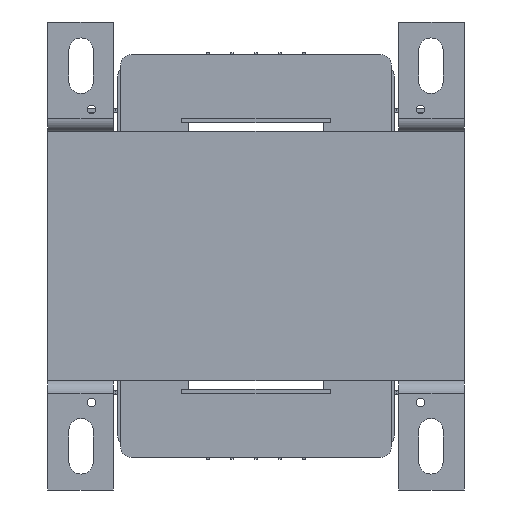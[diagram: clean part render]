
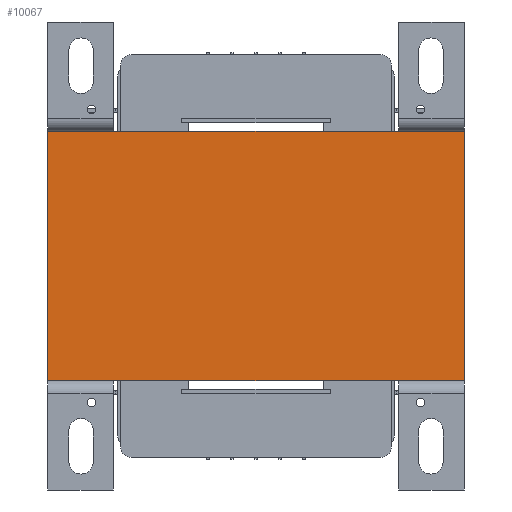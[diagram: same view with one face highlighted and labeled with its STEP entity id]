
A CAD part, front view. The second image highlights one B-rep face of the part: STEP entity #10067.
In plain terms, the highlighted planar face has unit normal (0, -1, 0).
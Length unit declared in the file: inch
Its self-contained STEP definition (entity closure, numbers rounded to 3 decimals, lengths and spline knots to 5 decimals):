
#5158 = PLANE ( 'NONE',  #88041 ) ;
#7554 = CARTESIAN_POINT ( 'NONE',  ( 3.75, -3.12598, -2.24409 ) ) ;
#9708 = CARTESIAN_POINT ( 'NONE',  ( -3.75, -3.12598, 2.24409 ) ) ;
#10067 = ADVANCED_FACE ( 'NONE', ( #122378 ), #5158, .F. ) ;
#11916 = EDGE_CURVE ( 'NONE', #111321, #24588, #16260, .T. ) ;
#16260 = LINE ( 'NONE', #76911, #83651 ) ;
#16488 = CARTESIAN_POINT ( 'NONE',  ( -3.75, -3.12598, 2.24409 ) ) ;
#17724 = DIRECTION ( 'NONE',  ( 0., 0., -1. ) ) ;
#18817 = ORIENTED_EDGE ( 'NONE', *, *, #109125, .F. ) ;
#19567 = DIRECTION ( 'NONE',  ( 0., 0., 1. ) ) ;
#20821 = CARTESIAN_POINT ( 'NONE',  ( -3.75, -3.12598, -2.24409 ) ) ;
#24588 = VERTEX_POINT ( 'NONE', #20821 ) ;
#24863 = EDGE_CURVE ( 'NONE', #46965, #111321, #64666, .T. ) ;
#31424 = ORIENTED_EDGE ( 'NONE', *, *, #110814, .F. ) ;
#33152 = VECTOR ( 'NONE', #19567, 39.37008 ) ;
#35564 = DIRECTION ( 'NONE',  ( 0., 1., 0. ) ) ;
#38412 = DIRECTION ( 'NONE',  ( -1., 0., 0. ) ) ;
#40145 = VECTOR ( 'NONE', #17724, 39.37008 ) ;
#43914 = VERTEX_POINT ( 'NONE', #80692 ) ;
#44559 = DIRECTION ( 'NONE',  ( 0., 0., 1. ) ) ;
#45045 = VECTOR ( 'NONE', #114884, 39.37008 ) ;
#46965 = VERTEX_POINT ( 'NONE', #70989 ) ;
#61876 = LINE ( 'NONE', #16488, #45045 ) ;
#62240 = LINE ( 'NONE', #9708, #33152 ) ;
#64666 = LINE ( 'NONE', #75893, #40145 ) ;
#70989 = CARTESIAN_POINT ( 'NONE',  ( 3.75, -3.12598, 2.24409 ) ) ;
#75893 = CARTESIAN_POINT ( 'NONE',  ( 3.75, -3.12598, 2.24409 ) ) ;
#76911 = CARTESIAN_POINT ( 'NONE',  ( -3.75, -3.12598, -2.24409 ) ) ;
#80692 = CARTESIAN_POINT ( 'NONE',  ( -3.75, -3.12598, 2.24409 ) ) ;
#83061 = EDGE_LOOP ( 'NONE', ( #93032, #31424, #18817, #106770 ) ) ;
#83651 = VECTOR ( 'NONE', #38412, 39.37008 ) ;
#84367 = CARTESIAN_POINT ( 'NONE',  ( -3.75, -3.12598, 2.24409 ) ) ;
#88041 = AXIS2_PLACEMENT_3D ( 'NONE', #84367, #35564, #44559 ) ;
#93032 = ORIENTED_EDGE ( 'NONE', *, *, #24863, .F. ) ;
#106770 = ORIENTED_EDGE ( 'NONE', *, *, #11916, .F. ) ;
#109125 = EDGE_CURVE ( 'NONE', #24588, #43914, #62240, .T. ) ;
#110814 = EDGE_CURVE ( 'NONE', #43914, #46965, #61876, .T. ) ;
#111321 = VERTEX_POINT ( 'NONE', #7554 ) ;
#114884 = DIRECTION ( 'NONE',  ( 1., 0., 0. ) ) ;
#122378 = FACE_OUTER_BOUND ( 'NONE', #83061, .T. ) ;
